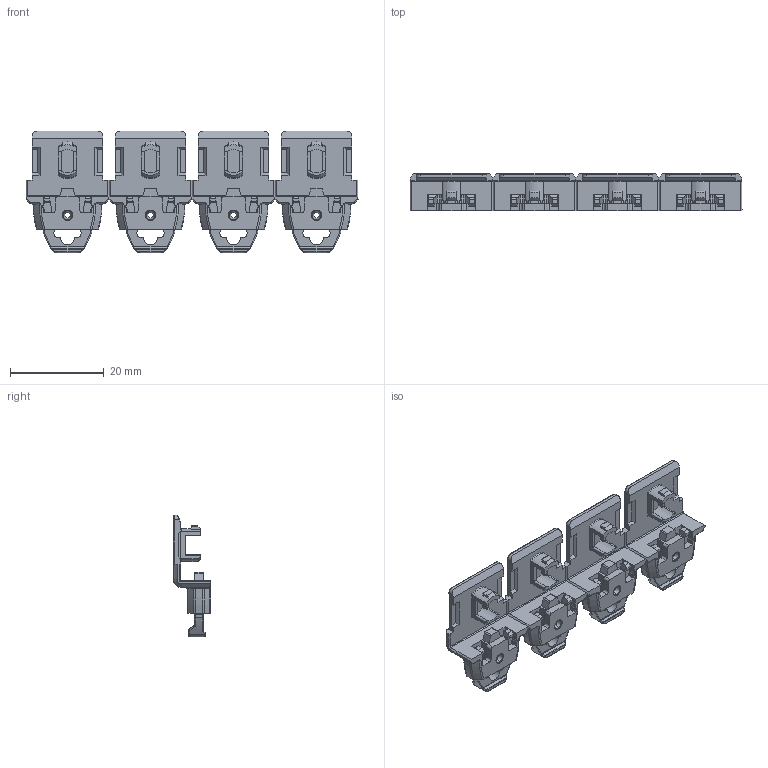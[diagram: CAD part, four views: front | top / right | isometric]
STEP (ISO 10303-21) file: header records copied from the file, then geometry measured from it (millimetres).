
FILE_DESCRIPTION(/* description */ (''),/* implementation_level */ '2;1');
FILE_NAME(/* name */ 'dzz.stp',/* time_stamp */ '2024-01-25T16:17:07+08:00',/* author */ (''),/* organization */ (''),/* preprocessor_version */ 'ST-DEVELOPER v14',/* originating_system */ 'SIEMENS PLM Software NX 8.0',/* authorisation */ '');
FILE_SCHEMA (('CONFIG_CONTROL_DESIGN'));
Length unit declared in the file: millimetre
Products named in the file (7): MANIFOLD_SOLID_BREP_143940; MANIFOLD_SOLID_BREP_143953; MANIFOLD_SOLID_BREP_143957; MANIFOLD_SOLID_BREP_143962; MANIFOLD_SOLID_BREP_143964; B-ANS_ASM; dzz_stp
Assembly tree (6 placements, depth 2):
  dzz_stp
    B-ANS_ASM
    MANIFOLD_SOLID_BREP_143964
    MANIFOLD_SOLID_BREP_143962
    MANIFOLD_SOLID_BREP_143957
    MANIFOLD_SOLID_BREP_143953
    MANIFOLD_SOLID_BREP_143940
Bounding box: 70.8 x 7.9 x 25.95 mm (x, y, z)
Volume: 3644.9 mm3; surface area: 6151.8 mm2
Topology: 5 solids, 5 shells, 1147 faces, 3063 edges, 1884 vertices
Faces by surface type: plane 424, cylinder 352, torus 172, bspline 95, cone 72, sphere 32
Entity records: 38532 total; most frequent: CARTESIAN_POINT 9551, ORIENTED_EDGE 6038, DIRECTION 5996, EDGE_CURVE 3019, AXIS2_PLACEMENT_3D 2234, VERTEX_POINT 1881, LINE 1528, VECTOR 1528
